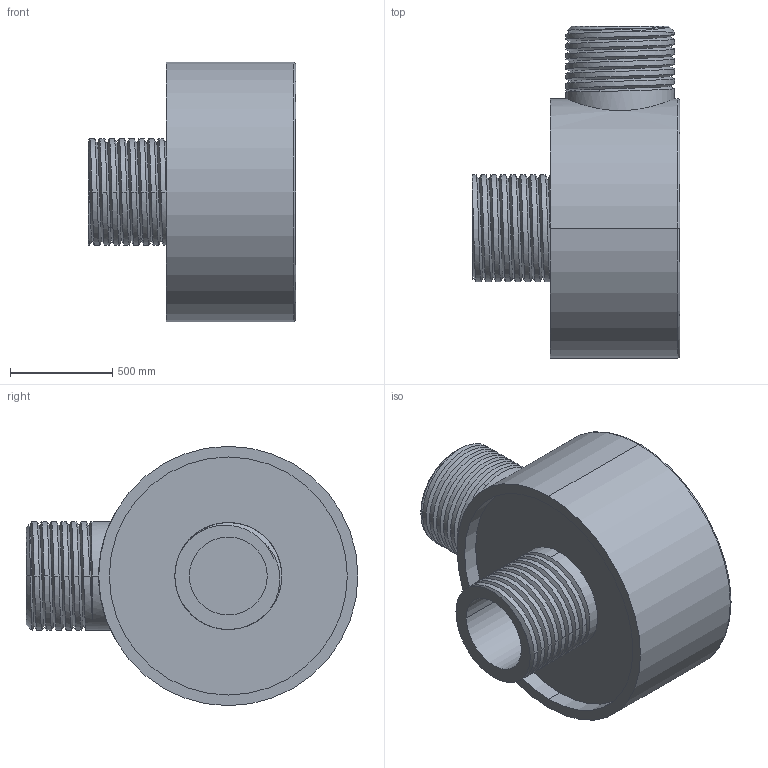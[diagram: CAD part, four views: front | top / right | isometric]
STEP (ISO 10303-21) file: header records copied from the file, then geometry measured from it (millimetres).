
FILE_DESCRIPTION((''),'2;1');
FILE_NAME('IXELBOW','2018-07-29T',('MQ'),(''),'PRO/ENGINEER BY PARAMETRIC TECHNOLOGY CORPORATION, 2012130','PRO/ENGINEER BY PARAMETRIC TECHNOLOGY CORPORATION, 2012130','');
FILE_SCHEMA(('CONFIG_CONTROL_DESIGN'));
Length unit declared in the file: inch
Products named in the file (1): IXELBOW
Bounding box: 1016 x 1625.6 x 1270 mm (x, y, z)
Volume: 853360736.3 mm3; surface area: 7748788.7 mm2
Topology: 1 solids, 1 shells, 61 faces, 158 edges, 103 vertices
Faces by surface type: cylinder 37, bspline 14, plane 6, cone 2, torus 2
Entity records: 4884 total; most frequent: CARTESIAN_POINT 3538, ORIENTED_EDGE 316, DIRECTION 191, EDGE_CURVE 158, VERTEX_POINT 103, B_SPLINE_CURVE_WITH_KNOTS 85, AXIS2_PLACEMENT_3D 71, EDGE_LOOP 65
